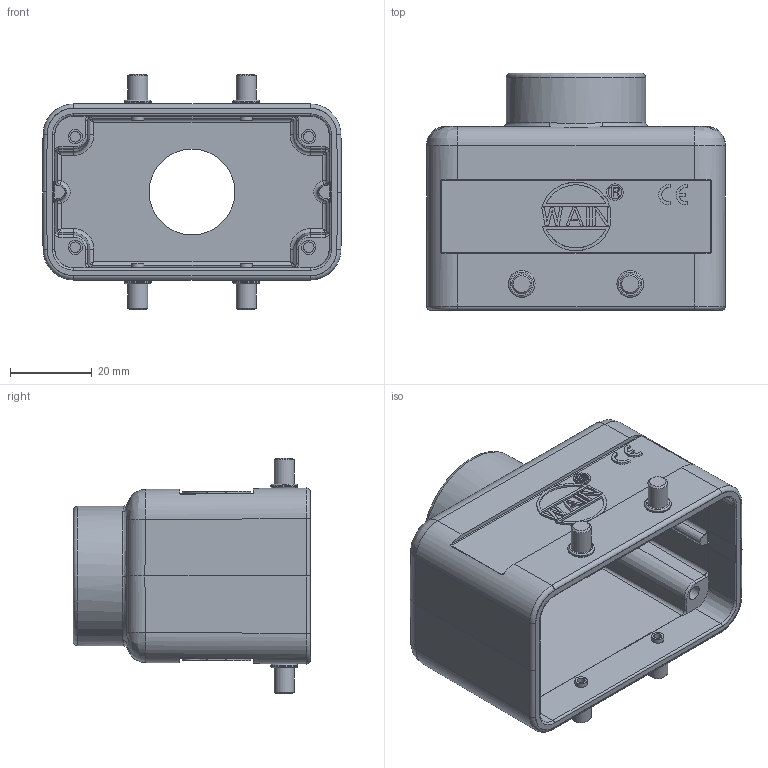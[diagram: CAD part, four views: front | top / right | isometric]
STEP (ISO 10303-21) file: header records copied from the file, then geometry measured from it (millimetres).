
FILE_DESCRIPTION(/* description */ (''),/* implementation_level */ '2;1');
FILE_NAME(/* name */ 'te.stp',/* time_stamp */ '2024-03-16T15:53:37+08:00',/* author */ (''),/* organization */ (''),/* preprocessor_version */ 'ST-DEVELOPER v18.1',/* originating_system */ 'SIEMENS PLM Software NX 1980',/* authorisation */ '');
FILE_SCHEMA (('AP203_CONFIGURATION_CONTROLLED_3D_DESIGN_OF_MECHANICAL_PARTS_AND_ASSEMBLIES_MIM_LF { 1 0 10303 403 2 1 2}'));
Length unit declared in the file: millimetre
Products named in the file (1): te
Bounding box: 73 x 58 x 57.5 mm (x, y, z)
Volume: 45469 mm3; surface area: 26994.4 mm2
Topology: 1 solids, 1 shells, 457 faces, 1093 edges, 688 vertices
Faces by surface type: plane 255, cylinder 98, torus 43, cone 27, bspline 22, extrusion 8, sphere 4
Full cylindrical faces by diameter (mm): 1.9 x4, 2.6 x4, 3 x4, 3.33 x2, 3.5 x4, 4.07 x2, 4.9 x4, 6.5 x4, 21 x1, 23.5 x1, 34 x1
Entity records: 14929 total; most frequent: CARTESIAN_POINT 4672, DIRECTION 2058, ORIENTED_EDGE 2032, EDGE_CURVE 1016, AXIS2_PLACEMENT_3D 701, VERTEX_POINT 664, VECTOR 656, LINE 648
